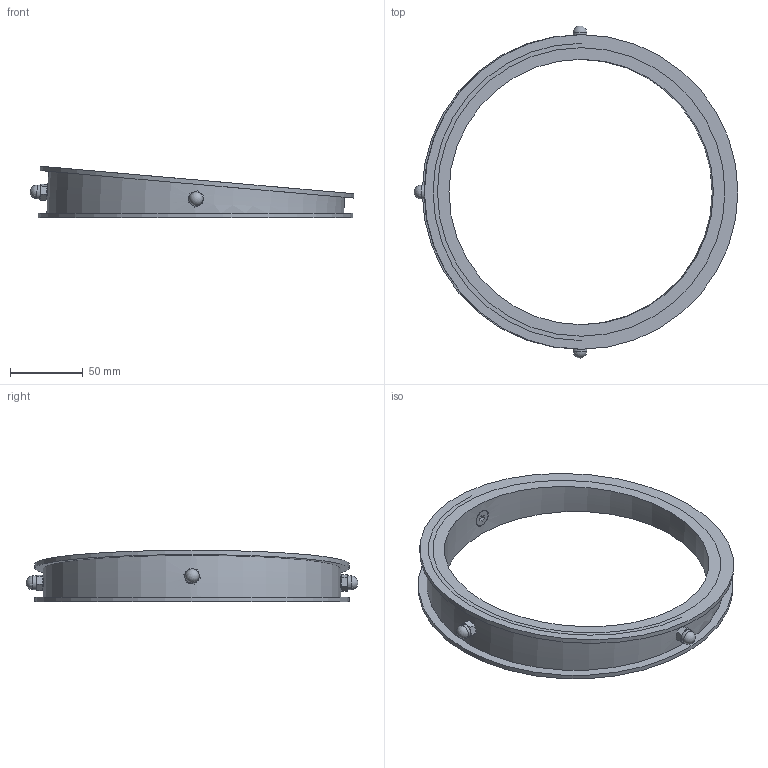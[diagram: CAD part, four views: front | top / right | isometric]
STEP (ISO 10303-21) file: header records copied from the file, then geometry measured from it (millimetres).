
FILE_DESCRIPTION(/* description */ (''),/* implementation_level */ '2;1');
FILE_NAME(/* name */ '4018015015664-APS-Segment Ø200, 5°, R=1,5d.stp',/* time_stamp */ '2014-12-19T10:46:27+01:00',/* author */ ('Moppl'),/* organization */ (''),/* preprocessor_version */ 'ST-DEVELOPER v15.6',/* originating_system */ 'Autodesk Inventor 2015',/* authorisation */ '');
FILE_SCHEMA (('AUTOMOTIVE_DESIGN { 1 0 10303 214 3 1 1 }'));
Length unit declared in the file: millimetre
Products named in the file (5): 4010015015758-Ø200x3, 5°, R=1,5d; APS-Auskleidung D=1,5D-5°; DIN 1587 - M6 x 1; DIN 7991 - M6  x  20; APS-Segment ballig R=1,5D-5°
Assembly tree (8 placements, depth 2):
  APS-Segment ballig R=1,5D-5°
    4010015015758-Ø200x3, 5°, R=1,5d
    APS-Auskleidung D=1,5D-5°
    DIN 1587 - M6 x 1  x3
    DIN 7991 - M6  x  20  x3
Bounding box: 223.3 x 228.93 x 35.47 mm (x, y, z)
Volume: 127880.8 mm3; surface area: 101492.2 mm2
Topology: 7 solids, 8 shells, 122 faces, 292 edges, 178 vertices
Faces by surface type: plane 54, cone 36, cylinder 19, bspline 6, torus 4, sphere 3
Full cylindrical faces by diameter (mm): 4.917 x3, 6 x3, 7 x3, 9.5 x3, 11.34 x3, 217 x2
Entity records: 4692 total; most frequent: CARTESIAN_POINT 3464, DIRECTION 220, ORIENTED_EDGE 204, EDGE_CURVE 100, AXIS2_PLACEMENT_3D 98, EDGE_LOOP 96, VERTEX_POINT 74, ADVANCED_FACE 56
